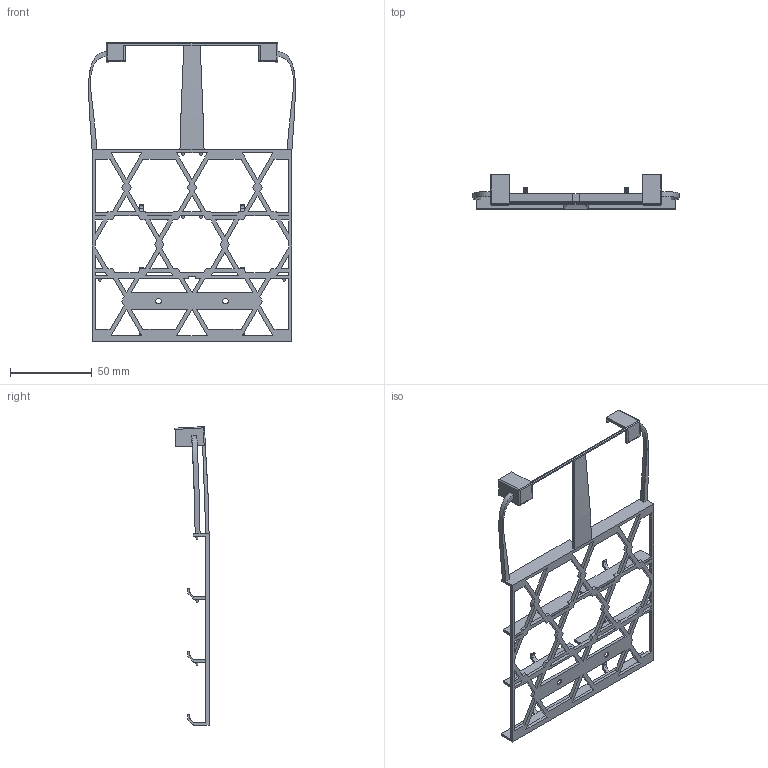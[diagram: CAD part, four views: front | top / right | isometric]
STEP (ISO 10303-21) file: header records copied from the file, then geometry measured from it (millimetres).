
FILE_DESCRIPTION(/* description */ (''),/* implementation_level */ '2;1');
FILE_NAME(/* name */ 'GBA Wall Mount 6 set with GBA Micro.step',/* time_stamp */ '2019-10-15T21:48:47-06:00',/* author */ (''),/* organization */ (''),/* preprocessor_version */ 'ST-DEVELOPER v18',/* originating_system */ 'Autodesk Translation Framework v8.6.0.1094',/* authorisation */ '');
FILE_SCHEMA (('AUTOMOTIVE_DESIGN { 1 0 10303 214 3 1 1 }'));
Length unit declared in the file: millimetre
Products named in the file (1): GBA Case Wall Mount
Bounding box: 126.31 x 20.82 x 182.31 mm (x, y, z)
Volume: 18696.4 mm3; surface area: 28158.2 mm2
Topology: 1 solids, 1 shells, 378 faces, 1114 edges, 730 vertices
Faces by surface type: plane 316, cylinder 34, bspline 14, cone 14
Entity records: 12817 total; most frequent: CARTESIAN_POINT 2561, ORIENTED_EDGE 2224, DIRECTION 1916, EDGE_CURVE 1112, LINE 974, VECTOR 974, VERTEX_POINT 730, AXIS2_PLACEMENT_3D 471
